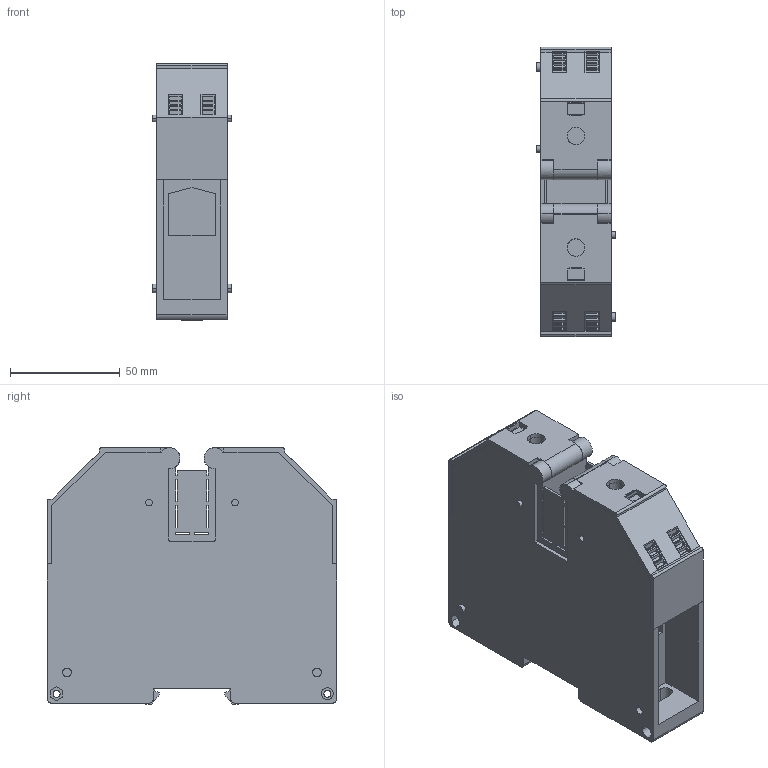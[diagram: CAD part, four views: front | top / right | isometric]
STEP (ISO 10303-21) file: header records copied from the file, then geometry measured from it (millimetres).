
FILE_DESCRIPTION(('CATIA V5 STEP Exchange','CAx-IF Rec.Pracs.--- Model Styling and Organization---1.4--- 2014-01-23'),'2;1');
FILE_NAME ('D1446887_0', '2020-04-29T04:08:44+00:00', ('none'), ('Weidmueller'), 'CATIA Version 5-6 Release 2016 SP3 HF44', 'CATIA V5 STEP AP214', 'none');
FILE_SCHEMA(('AUTOMOTIVE_DESIGN { 1 0 10303 214 1 1 1 1 }'));
Length unit declared in the file: millimetre
Products named in the file (1): 1024580000_WDU_120-150_BL
Bounding box: 36 x 132 x 117.04 mm (x, y, z)
Volume: 369988.3 mm3; surface area: 70905.1 mm2
Topology: 3 solids, 3 shells, 502 faces, 1438 edges, 932 vertices
Faces by surface type: plane 424, cylinder 66, extrusion 12
Entity records: 15882 total; most frequent: CARTESIAN_POINT 3027, ORIENTED_EDGE 2876, DIRECTION 1959, EDGE_CURVE 1438, VECTOR 1284, LINE 1272, VERTEX_POINT 932, EDGE_LOOP 588
